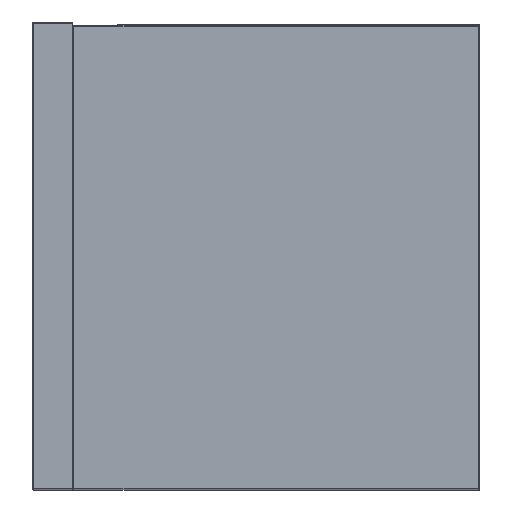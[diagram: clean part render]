
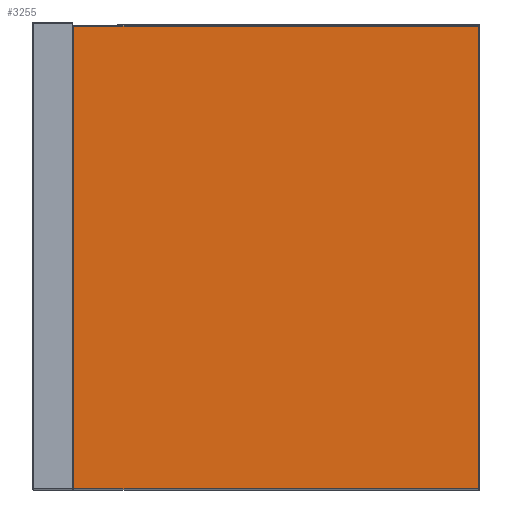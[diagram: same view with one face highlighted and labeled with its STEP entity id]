
A CAD part, left-side view. The second image highlights one B-rep face of the part: STEP entity #3255.
In plain terms, the highlighted planar face has unit normal (-1, 0, 0).
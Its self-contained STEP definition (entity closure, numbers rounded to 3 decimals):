
#4 = ORIENTED_EDGE ( 'NONE', *, *, #2642, .T. ) ;
#181 = DIRECTION ( 'NONE',  ( -1., 0., 0. ) ) ;
#232 = EDGE_LOOP ( 'NONE', ( #1483, #4, #3038, #1918 ) ) ;
#286 = CARTESIAN_POINT ( 'NONE',  ( -250., 1., -230. ) ) ;
#534 = LINE ( 'NONE', #286, #2998 ) ;
#540 = VERTEX_POINT ( 'NONE', #3070 ) ;
#630 = CARTESIAN_POINT ( 'NONE',  ( -250., 400., -229. ) ) ;
#1161 = LINE ( 'NONE', #2575, #2602 ) ;
#1226 = AXIS2_PLACEMENT_3D ( 'NONE', #2557, #181, #3348 ) ;
#1483 = ORIENTED_EDGE ( 'NONE', *, *, #2684, .T. ) ;
#1510 = DIRECTION ( 'NONE',  ( 0., 0., -1. ) ) ;
#1517 = VERTEX_POINT ( 'NONE', #2567 ) ;
#1558 = CARTESIAN_POINT ( 'NONE',  ( -250., 1., -229. ) ) ;
#1696 = VERTEX_POINT ( 'NONE', #1894 ) ;
#1807 = DIRECTION ( 'NONE',  ( 0., 1., 0. ) ) ;
#1846 = LINE ( 'NONE', #3390, #3331 ) ;
#1894 = CARTESIAN_POINT ( 'NONE',  ( -250., 399., -229. ) ) ;
#1918 = ORIENTED_EDGE ( 'NONE', *, *, #2910, .T. ) ;
#2118 = DIRECTION ( 'NONE',  ( 0., 0., 1. ) ) ;
#2163 = VECTOR ( 'NONE', #3050, 1000. ) ;
#2281 = FACE_OUTER_BOUND ( 'NONE', #232, .T. ) ;
#2557 = CARTESIAN_POINT ( 'NONE',  ( -250., 400., -230. ) ) ;
#2567 = CARTESIAN_POINT ( 'NONE',  ( -250., 1., 225.586 ) ) ;
#2575 = CARTESIAN_POINT ( 'NONE',  ( -250., 399., -230. ) ) ;
#2602 = VECTOR ( 'NONE', #1510, 1000. ) ;
#2642 = EDGE_CURVE ( 'NONE', #1696, #2799, #3019, .T. ) ;
#2684 = EDGE_CURVE ( 'NONE', #540, #1696, #1161, .T. ) ;
#2799 = VERTEX_POINT ( 'NONE', #1558 ) ;
#2847 = EDGE_CURVE ( 'NONE', #2799, #1517, #534, .T. ) ;
#2910 = EDGE_CURVE ( 'NONE', #1517, #540, #1846, .T. ) ;
#2998 = VECTOR ( 'NONE', #2118, 1000. ) ;
#3019 = LINE ( 'NONE', #630, #2163 ) ;
#3038 = ORIENTED_EDGE ( 'NONE', *, *, #2847, .T. ) ;
#3050 = DIRECTION ( 'NONE',  ( 0., -1., 0. ) ) ;
#3070 = CARTESIAN_POINT ( 'NONE',  ( -250., 399., 225.586 ) ) ;
#3136 = PLANE ( 'NONE',  #1226 ) ;
#3255 = ADVANCED_FACE ( 'NONE', ( #2281 ), #3136, .T. ) ;
#3331 = VECTOR ( 'NONE', #1807, 1000. ) ;
#3348 = DIRECTION ( 'NONE',  ( 0., 0., 1. ) ) ;
#3390 = CARTESIAN_POINT ( 'NONE',  ( -250., 400., 225.586 ) ) ;
